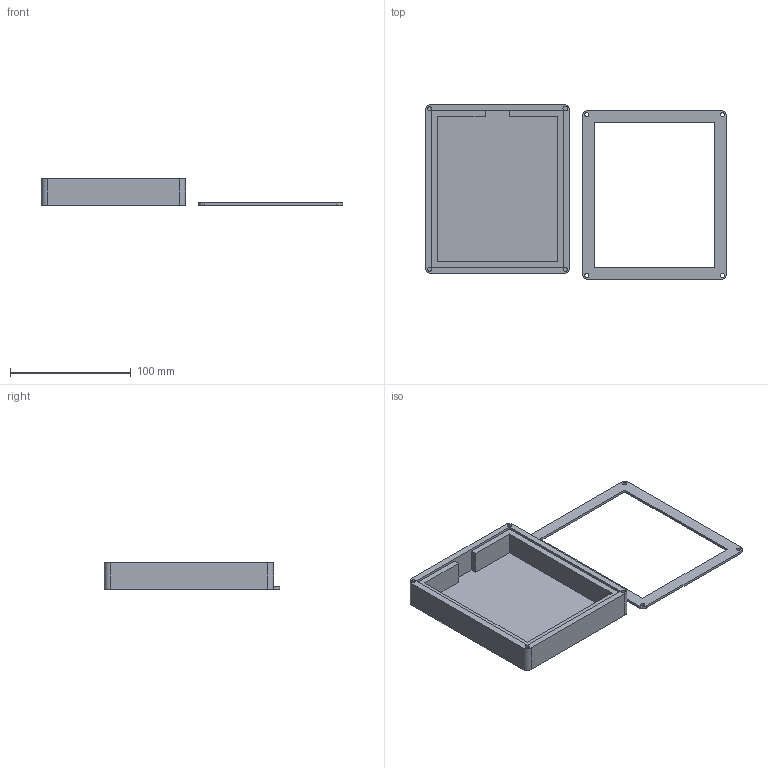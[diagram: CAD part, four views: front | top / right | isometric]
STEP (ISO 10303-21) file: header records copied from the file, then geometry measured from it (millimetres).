
FILE_DESCRIPTION(/* description */ ('KiCad electronic assembly'),/* implementation_level */ '2;1');
FILE_NAME(/* name */ 'stopuhr gehuse.step',/* time_stamp */ '2026-01-08T21:51:30+01:00',/* author */ (''),/* organization */ (''),/* preprocessor_version */ 'ST-DEVELOPER v20.1',/* originating_system */ 'Autodesk Translation Framework v14.21.0.0',/* authorisation */ '');
FILE_SCHEMA (('AUTOMOTIVE_DESIGN { 1 0 10303 214 3 1 1 }'));
Length unit declared in the file: millimetre
Products named in the file (8): stopuhr 1; DIP-8_W7.62mm; PinSocket_1x01_P2.54mm_Vertical; D_DO-41_SOD81_P10.16mm_Horizontal; HDSP-7401; R_Axial_DIN0207_L6.3mm_D2.5mm_P7.62mm_Horizontal; CP_Radial_D5.0mm_P2.00mm; stopuhr_PCB
Assembly tree (51 placements, depth 2):
  stopuhr 1
    R_Axial_DIN0207_L6.3mm_D2.5mm_P7.62mm_Horizontal  x32
    CP_Radial_D5.0mm_P2.00mm  x10
    PinSocket_1x01_P2.54mm_Vertical  x2
    DIP-8_W7.62mm
    HDSP-7401  x4
    D_DO-41_SOD81_P10.16mm_Horizontal
    stopuhr_PCB
Bounding box: 249.29 x 145.04 x 22 mm (x, y, z)
Volume: 118966.6 mm3; surface area: 66359.5 mm2
Topology: 2 solids, 2 shells, 49 faces, 120 edges, 80 vertices
Faces by surface type: plane 33, cylinder 16
Full cylindrical faces by diameter (mm): 3.4 x7, 4 x1
Entity records: 2056 total; most frequent: DIRECTION 368, CARTESIAN_POINT 308, ORIENTED_EDGE 240, AXIS2_PLACEMENT_3D 140, EDGE_CURVE 120, LINE 88, VECTOR 88, VERTEX_POINT 80
